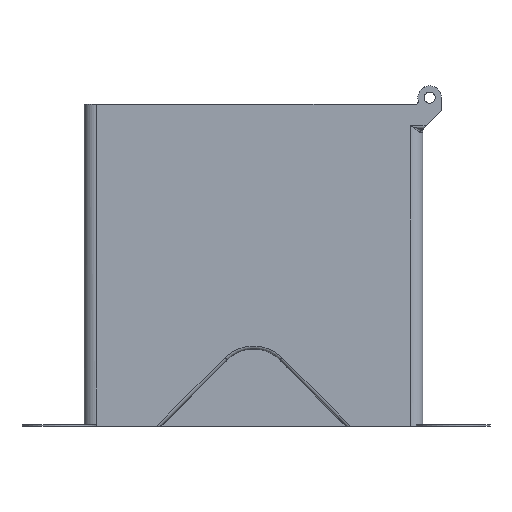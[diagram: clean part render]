
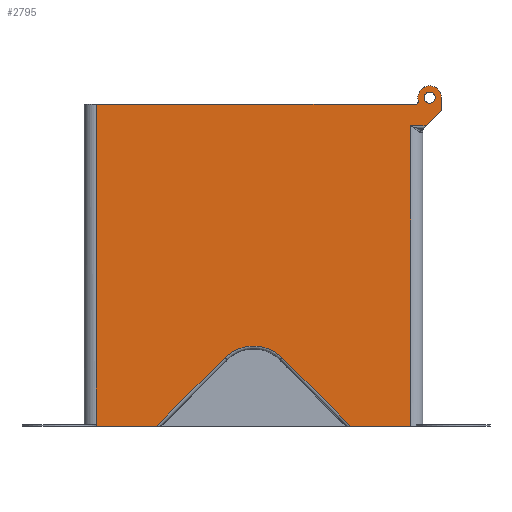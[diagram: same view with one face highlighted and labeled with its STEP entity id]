
A CAD part, front view. The second image highlights one B-rep face of the part: STEP entity #2795.
In plain terms, the highlighted planar face has unit normal (0, -1, 0).
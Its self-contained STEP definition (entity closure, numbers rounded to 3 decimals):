
#28=FACE_BOUND('',#426,.T.);
#134=CIRCLE('',#2984,0.5);
#169=CIRCLE('',#3046,1.91);
#170=CIRCLE('',#3048,6.5);
#171=CIRCLE('',#3049,0.91);
#270=FACE_OUTER_BOUND('',#425,.T.);
#425=EDGE_LOOP('',(#2151,#2152,#2153,#2154,#2155,#2156,#2157,#2158,#2159,
#2160,#2161,#2162,#2163));
#426=EDGE_LOOP('',(#2164));
#615=LINE('',#4250,#897);
#688=LINE('',#4484,#970);
#691=LINE('',#4505,#973);
#706=LINE('',#4561,#988);
#707=LINE('',#4563,#989);
#708=LINE('',#4567,#990);
#709=LINE('',#4568,#991);
#710=LINE('',#4570,#992);
#711=LINE('',#4572,#993);
#712=LINE('',#4573,#994);
#897=VECTOR('',#3351,10.);
#970=VECTOR('',#3564,10.);
#973=VECTOR('',#3575,10.);
#988=VECTOR('',#3634,10.);
#989=VECTOR('',#3635,10.);
#990=VECTOR('',#3638,10.);
#991=VECTOR('',#3639,10.);
#992=VECTOR('',#3640,10.);
#993=VECTOR('',#3641,10.);
#994=VECTOR('',#3642,10.);
#1186=VERTEX_POINT('',#4247);
#1187=VERTEX_POINT('',#4249);
#1230=VERTEX_POINT('',#4360);
#1270=VERTEX_POINT('',#4482);
#1275=VERTEX_POINT('',#4495);
#1276=VERTEX_POINT('',#4504);
#1294=VERTEX_POINT('',#4556);
#1295=VERTEX_POINT('',#4560);
#1296=VERTEX_POINT('',#4562);
#1297=VERTEX_POINT('',#4564);
#1298=VERTEX_POINT('',#4566);
#1299=VERTEX_POINT('',#4569);
#1300=VERTEX_POINT('',#4571);
#1301=VERTEX_POINT('',#4574);
#1474=EDGE_CURVE('',#1186,#1187,#615,.T.);
#1530=EDGE_CURVE('',#1187,#1230,#134,.T.);
#1587=EDGE_CURVE('',#1270,#1186,#688,.T.);
#1594=EDGE_CURVE('',#1275,#1276,#691,.T.);
#1621=EDGE_CURVE('',#1294,#1230,#169,.T.);
#1623=EDGE_CURVE('',#1295,#1270,#706,.T.);
#1624=EDGE_CURVE('',#1296,#1295,#707,.T.);
#1625=EDGE_CURVE('',#1297,#1296,#170,.T.);
#1626=EDGE_CURVE('',#1298,#1297,#708,.T.);
#1627=EDGE_CURVE('',#1276,#1298,#709,.T.);
#1628=EDGE_CURVE('',#1299,#1275,#710,.T.);
#1629=EDGE_CURVE('',#1300,#1299,#711,.T.);
#1630=EDGE_CURVE('',#1300,#1294,#712,.T.);
#1631=EDGE_CURVE('',#1301,#1301,#171,.T.);
#2151=ORIENTED_EDGE('',*,*,#1621,.T.);
#2152=ORIENTED_EDGE('',*,*,#1530,.F.);
#2153=ORIENTED_EDGE('',*,*,#1474,.F.);
#2154=ORIENTED_EDGE('',*,*,#1587,.F.);
#2155=ORIENTED_EDGE('',*,*,#1623,.F.);
#2156=ORIENTED_EDGE('',*,*,#1624,.F.);
#2157=ORIENTED_EDGE('',*,*,#1625,.F.);
#2158=ORIENTED_EDGE('',*,*,#1626,.F.);
#2159=ORIENTED_EDGE('',*,*,#1627,.F.);
#2160=ORIENTED_EDGE('',*,*,#1594,.F.);
#2161=ORIENTED_EDGE('',*,*,#1628,.F.);
#2162=ORIENTED_EDGE('',*,*,#1629,.F.);
#2163=ORIENTED_EDGE('',*,*,#1630,.T.);
#2164=ORIENTED_EDGE('',*,*,#1631,.T.);
#2693=PLANE('',#3047);
#2795=ADVANCED_FACE('',(#270,#28),#2693,.T.);
#2984=AXIS2_PLACEMENT_3D('',#4361,#3451,#3452);
#3046=AXIS2_PLACEMENT_3D('',#4557,#3629,#3630);
#3047=AXIS2_PLACEMENT_3D('',#4559,#3632,#3633);
#3048=AXIS2_PLACEMENT_3D('',#4565,#3636,#3637);
#3049=AXIS2_PLACEMENT_3D('',#4575,#3643,#3644);
#3351=DIRECTION('',(1.,0.,0.));
#3451=DIRECTION('center_axis',(0.,-1.,0.));
#3452=DIRECTION('ref_axis',(0.789,0.,-0.614));
#3564=DIRECTION('',(0.,0.,1.));
#3575=DIRECTION('',(0.,0.,-1.));
#3629=DIRECTION('center_axis',(0.,-1.,0.));
#3630=DIRECTION('ref_axis',(-1.,0.,0.));
#3632=DIRECTION('center_axis',(0.,-1.,0.));
#3633=DIRECTION('ref_axis',(-1.,0.,0.));
#3634=DIRECTION('',(-1.,0.,0.));
#3635=DIRECTION('',(-0.707,0.,-0.707));
#3636=DIRECTION('center_axis',(0.,-1.,0.));
#3637=DIRECTION('ref_axis',(0.,0.,
1.));
#3638=DIRECTION('',(-0.707,0.,0.707));
#3639=DIRECTION('',(-1.,0.,0.));
#3640=DIRECTION('',(-1.,0.,0.));
#3641=DIRECTION('',(-0.707,0.,-0.707));
#3642=DIRECTION('',(0.,0.,1.));
#3643=DIRECTION('center_axis',(0.,1.,0.));
#3644=DIRECTION('ref_axis',(1.,0.,0.));
#4247=CARTESIAN_POINT('',(-17.6,-6.1,0.));
#4249=CARTESIAN_POINT('',(34.153,-6.1,0.));
#4250=CARTESIAN_POINT('',(-19.6,-6.1,0.));
#4360=CARTESIAN_POINT('',(34.638,-6.1,0.622));
#4361=CARTESIAN_POINT('Origin',(34.153,-6.1,0.5));
#4482=CARTESIAN_POINT('',(-17.6,-6.1,-52.2));
#4484=CARTESIAN_POINT('',(-17.6,-6.1,0.));
#4495=CARTESIAN_POINT('',(33.4,-6.1,-3.5));
#4504=CARTESIAN_POINT('',(33.4,-6.1,-52.2));
#4505=CARTESIAN_POINT('',(33.4,-6.1,0.));
#4556=CARTESIAN_POINT('',(38.4,-6.1,1.09));
#4557=CARTESIAN_POINT('Origin',(36.49,-6.1,1.09));
#4559=CARTESIAN_POINT('Origin',(35.4,-6.1,0.));
#4560=CARTESIAN_POINT('',(-7.807,-6.1,-52.2));
#4561=CARTESIAN_POINT('',(33.4,-6.1,-52.2));
#4562=CARTESIAN_POINT('',(3.304,-6.1,-41.089));
#4563=CARTESIAN_POINT('',(16.221,-6.1,-28.171));
#4564=CARTESIAN_POINT('',(12.496,-6.1,-41.089));
#4565=CARTESIAN_POINT('Origin',(7.9,-6.1,-45.685));
#4566=CARTESIAN_POINT('',(23.607,-6.1,-52.2));
#4567=CARTESIAN_POINT('',(5.829,-6.1,-34.421));
#4568=CARTESIAN_POINT('',(33.4,-6.1,-52.2));
#4569=CARTESIAN_POINT('',(35.9,-6.1,-3.5));
#4570=CARTESIAN_POINT('',(35.65,-6.1,-3.5));
#4571=CARTESIAN_POINT('',(38.4,-6.1,-1.));
#4572=CARTESIAN_POINT('',(37.15,-6.1,-2.25));
#4573=CARTESIAN_POINT('',(38.4,-6.1,0.));
#4574=CARTESIAN_POINT('',(35.58,-6.1,1.09));
#4575=CARTESIAN_POINT('Origin',(36.49,-6.1,1.09));
